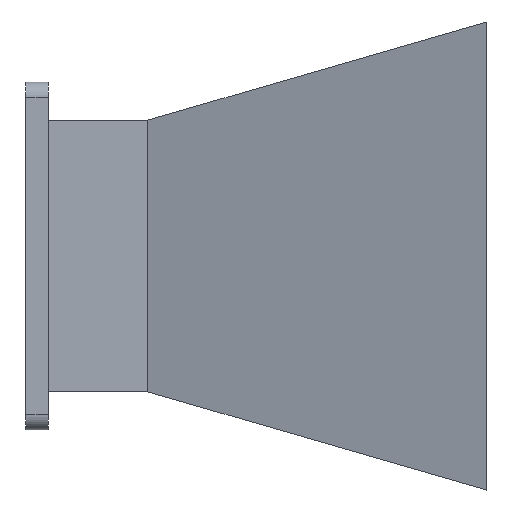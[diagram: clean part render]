
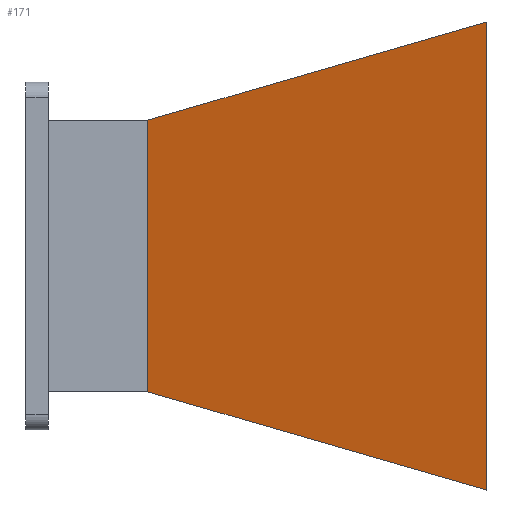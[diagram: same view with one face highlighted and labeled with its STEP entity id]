
A CAD part, front view. The second image highlights one B-rep face of the part: STEP entity #171.
In plain terms, the highlighted planar face has unit normal (-0.278, -0.961, 0).
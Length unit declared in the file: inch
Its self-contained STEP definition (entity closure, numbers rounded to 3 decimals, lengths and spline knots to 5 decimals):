
#80 = DIRECTION ( 'NONE',  ( 0., 0., -1. ) ) ;
#143 = DIRECTION ( 'NONE',  ( 0.278, 0.961, 0. ) ) ;
#171 = ADVANCED_FACE ( 'NONE', ( #946 ), #1314, .F. ) ;
#207 = DIRECTION ( 'NONE',  ( 0.925, -0.268, -0.268 ) ) ;
#352 = VERTEX_POINT ( 'NONE', #1673 ) ;
#620 = LINE ( 'NONE', #1671, #872 ) ;
#666 = DIRECTION ( 'NONE',  ( -0.961, 0.278, 0. ) ) ;
#689 = EDGE_CURVE ( 'NONE', #1539, #1407, #620, .T. ) ;
#707 = LINE ( 'NONE', #982, #740 ) ;
#740 = VECTOR ( 'NONE', #846, 39.37008 ) ;
#806 = CARTESIAN_POINT ( 'NONE',  ( 2.55906, -1.57028, 2.84528 ) ) ;
#811 = CARTESIAN_POINT ( 'NONE',  ( -0.22155, -0.76521, 0. ) ) ;
#846 = DIRECTION ( 'NONE',  ( 0., 0., -1. ) ) ;
#872 = VECTOR ( 'NONE', #80, 39.37008 ) ;
#877 = CARTESIAN_POINT ( 'NONE',  ( 9.64567, -3.62205, -4.90157 ) ) ;
#880 = AXIS2_PLACEMENT_3D ( 'NONE', #811, #143, #666 ) ;
#883 = ORIENTED_EDGE ( 'NONE', *, *, #1415, .F. ) ;
#946 = FACE_OUTER_BOUND ( 'NONE', #1634, .T. ) ;
#982 = CARTESIAN_POINT ( 'NONE',  ( 9.64567, -3.62205, 4.90157 ) ) ;
#1061 = LINE ( 'NONE', #806, #1502 ) ;
#1091 = CARTESIAN_POINT ( 'NONE',  ( 2.55906, -1.57028, -2.84528 ) ) ;
#1260 = CARTESIAN_POINT ( 'NONE',  ( 2.55906, -1.57028, 2.84528 ) ) ;
#1288 = EDGE_CURVE ( 'NONE', #1539, #352, #1061, .T. ) ;
#1314 = PLANE ( 'NONE',  #880 ) ;
#1376 = ORIENTED_EDGE ( 'NONE', *, *, #689, .T. ) ;
#1382 = LINE ( 'NONE', #1660, #1513 ) ;
#1407 = VERTEX_POINT ( 'NONE', #1091 ) ;
#1415 = EDGE_CURVE ( 'NONE', #352, #1520, #707, .T. ) ;
#1452 = DIRECTION ( 'NONE',  ( 0.925, -0.268, 0.268 ) ) ;
#1502 = VECTOR ( 'NONE', #1452, 39.37008 ) ;
#1513 = VECTOR ( 'NONE', #207, 39.37008 ) ;
#1520 = VERTEX_POINT ( 'NONE', #877 ) ;
#1539 = VERTEX_POINT ( 'NONE', #1260 ) ;
#1547 = EDGE_CURVE ( 'NONE', #1407, #1520, #1382, .T. ) ;
#1587 = ORIENTED_EDGE ( 'NONE', *, *, #1547, .T. ) ;
#1590 = ORIENTED_EDGE ( 'NONE', *, *, #1288, .F. ) ;
#1634 = EDGE_LOOP ( 'NONE', ( #1587, #883, #1590, #1376 ) ) ;
#1660 = CARTESIAN_POINT ( 'NONE',  ( 2.55906, -1.57028, -2.84528 ) ) ;
#1671 = CARTESIAN_POINT ( 'NONE',  ( 2.55906, -1.57028, 0. ) ) ;
#1673 = CARTESIAN_POINT ( 'NONE',  ( 9.64567, -3.62205, 4.90157 ) ) ;
